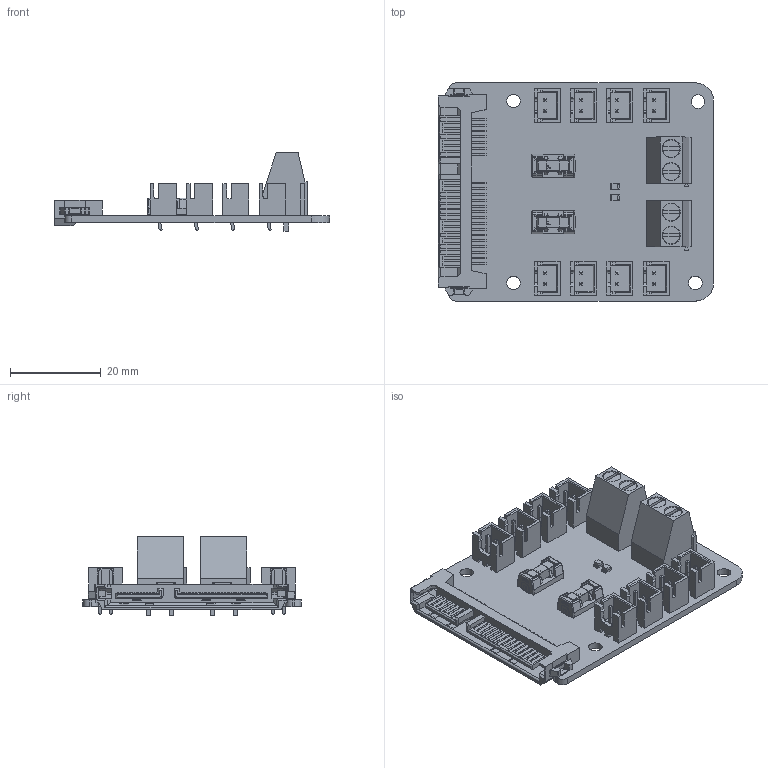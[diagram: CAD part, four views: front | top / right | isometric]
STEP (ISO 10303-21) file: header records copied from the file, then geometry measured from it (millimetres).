
FILE_DESCRIPTION(('KiCad electronic assembly'),'2;1');
FILE_NAME('SataXH.step','2025-07-20T15:57:22',('Pcbnew'),('Kicad'), 'Open CASCADE STEP processor 7.9','KiCad to STEP converter','Unknown' );
FILE_SCHEMA(('AUTOMOTIVE_DESIGN { 1 0 10303 214 1 1 1 1 }'));
Length unit declared in the file: millimetre
Products named in the file (11): SataXH 1; FUSE-SMD_L9.7-W5.0-H3.8; ¼þ1; ¼þ2; µ艝; LED_0805_2012Metric; TerminalBlock_Phoenix_MKDS-1,5-2-5.08_1x02_P5.08mm_Horizontal; 10101788-002CLF; 10101788-002CLF--3DModel-STEP-533217; JST_XH_B2B-XH-A_1x02_P2.50mm_Vertical; SataXH_PCB
Assembly tree (21 placements, depth 3):
  SataXH 1
    FUSE-SMD_L9.7-W5.0-H3.8  x2
      ¼þ1
      ¼þ2
      µ艝
    LED_0805_2012Metric  x2
    TerminalBlock_Phoenix_MKDS-1,5-2-5.08_1x02_P5.08mm_Horizontal  x2
    10101788-002CLF
      10101788-002CLF--3DModel-STEP-533217
    JST_XH_B2B-XH-A_1x02_P2.50mm_Vertical  x8
    SataXH_PCB
Bounding box: 60.53 x 48 x 17.3 mm (x, y, z)
Volume: 8276.8 mm3; surface area: 14341.9 mm2
Topology: 22 solids, 22 shells, 2798 faces, 7494 edges, 4822 vertices
Faces by surface type: plane 2139, cylinder 413, bspline 228, revolution 8, sphere 8, cone 2
Full cylindrical faces by diameter (mm): 1 x16, 1.25 x2, 1.3 x4, 3 x4, 3.8 x4, 4 x4
Entity records: 50035 total; most frequent: CARTESIAN_POINT 9839, ORIENTED_EDGE 7788, DIRECTION 6812, EDGE_CURVE 3894, LINE 3110, VECTOR 3110, VERTEX_POINT 2536, AXIS2_PLACEMENT_3D 1849
